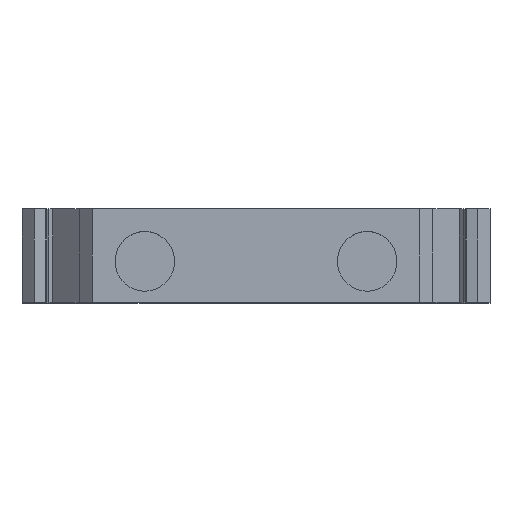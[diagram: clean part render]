
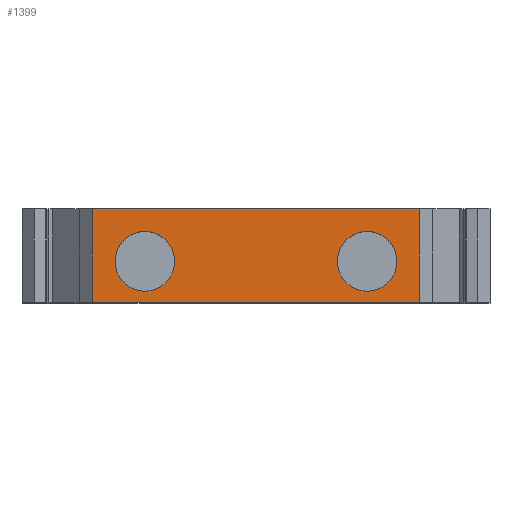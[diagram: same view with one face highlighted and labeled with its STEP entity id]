
A CAD part, top view. The second image highlights one B-rep face of the part: STEP entity #1399.
In plain terms, the highlighted planar face has unit normal (0, 0, 1).
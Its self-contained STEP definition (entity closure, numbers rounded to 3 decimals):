
#20=CIRCLE('',#1474,2.55);
#22=CIRCLE('',#1477,2.55);
#225=ORIENTED_EDGE('',*,*,#496,.T.);
#226=ORIENTED_EDGE('',*,*,#498,.T.);
#227=ORIENTED_EDGE('',*,*,#610,.T.);
#228=ORIENTED_EDGE('',*,*,#533,.F.);
#229=ORIENTED_EDGE('',*,*,#613,.F.);
#230=ORIENTED_EDGE('',*,*,#556,.T.);
#496=EDGE_CURVE('',#698,#698,#20,.T.);
#498=EDGE_CURVE('',#700,#700,#22,.T.);
#533=EDGE_CURVE('',#733,#734,#866,.T.);
#556=EDGE_CURVE('',#753,#751,#884,.T.);
#610=EDGE_CURVE('',#751,#734,#928,.T.);
#613=EDGE_CURVE('',#753,#733,#931,.T.);
#698=VERTEX_POINT('',#2003);
#700=VERTEX_POINT('',#2008);
#733=VERTEX_POINT('',#2078);
#734=VERTEX_POINT('',#2080);
#751=VERTEX_POINT('',#2124);
#753=VERTEX_POINT('',#2127);
#866=LINE('',#2079,#1042);
#884=LINE('',#2126,#1060);
#928=LINE('',#2228,#1104);
#931=LINE('',#2233,#1107);
#1042=VECTOR('',#1663,1000.);
#1060=VECTOR('',#1701,1000.);
#1104=VECTOR('',#1767,1000.);
#1107=VECTOR('',#1774,1000.);
#1188=EDGE_LOOP('',(#225));
#1189=EDGE_LOOP('',(#226));
#1190=EDGE_LOOP('',(#227,#228,#229,#230));
#1265=FACE_BOUND('',#1188,.T.);
#1266=FACE_BOUND('',#1189,.T.);
#1267=FACE_BOUND('',#1190,.T.);
#1336=PLANE('',#1510);
#1399=ADVANCED_FACE('',(#1265,#1266,#1267),#1336,.T.);
#1474=AXIS2_PLACEMENT_3D('',#2002,#1608,#1609);
#1477=AXIS2_PLACEMENT_3D('',#2007,#1614,#1615);
#1510=AXIS2_PLACEMENT_3D('',#2232,#1772,#1773);
#1608=DIRECTION('',(0.,0.,-1.));
#1609=DIRECTION('',(1.,0.,0.));
#1614=DIRECTION('',(0.,0.,-1.));
#1615=DIRECTION('',(1.,0.,0.));
#1663=DIRECTION('',(1.,0.,0.));
#1701=DIRECTION('',(1.,0.,0.));
#1767=DIRECTION('',(0.,1.,0.));
#1772=DIRECTION('',(0.,0.,1.));
#1773=DIRECTION('',(1.,0.,0.));
#1774=DIRECTION('',(0.,1.,0.));
#2002=CARTESIAN_POINT('',(-7.321,-4.5,21.902));
#2003=CARTESIAN_POINT('',(-4.771,-4.5,21.902));
#2007=CARTESIAN_POINT('',(11.679,-4.5,21.902));
#2008=CARTESIAN_POINT('',(14.229,-4.5,21.902));
#2078=CARTESIAN_POINT('',(-11.821,0.,21.902));
#2079=CARTESIAN_POINT('',(-11.821,0.,21.902));
#2080=CARTESIAN_POINT('',(16.179,0.,21.902));
#2124=CARTESIAN_POINT('',(16.179,-8.,21.902));
#2126=CARTESIAN_POINT('',(-11.821,-8.,21.902));
#2127=CARTESIAN_POINT('',(-11.821,-8.,21.902));
#2228=CARTESIAN_POINT('',(16.179,-8.,21.902));
#2232=CARTESIAN_POINT('',(-11.821,-8.,21.902));
#2233=CARTESIAN_POINT('',(-11.821,-8.,21.902));
